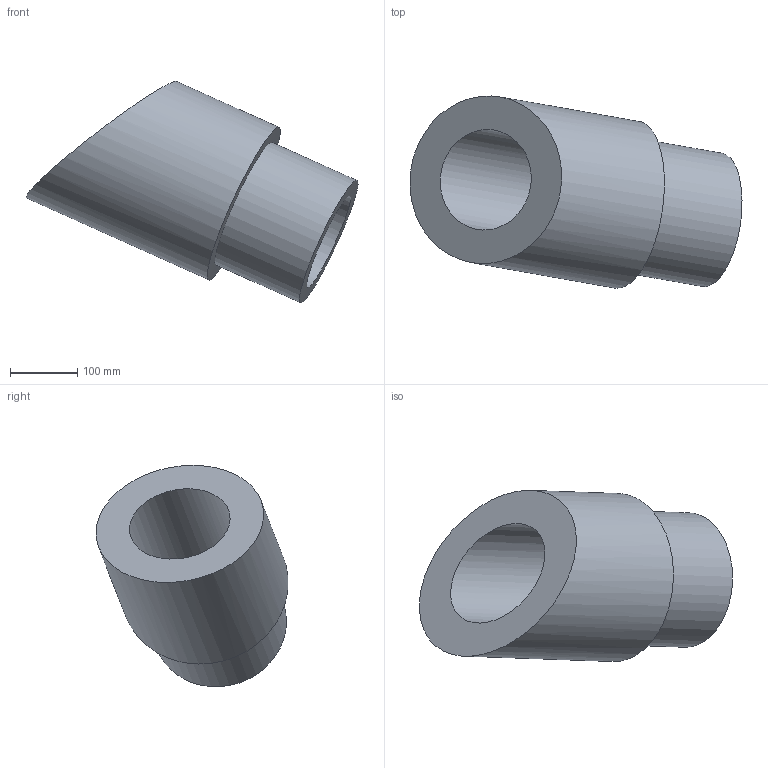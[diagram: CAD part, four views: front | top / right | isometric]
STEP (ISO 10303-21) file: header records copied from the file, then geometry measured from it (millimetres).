
FILE_DESCRIPTION(('FreeCAD Model'),'2;1');
FILE_NAME('Open CASCADE Shape Model','2023-09-01T16:40:01',('FreeCAD'),( 'FreeCAD'),'Open CASCADE STEP processor 7.6','FreeCAD','Unknown');
FILE_SCHEMA(('AUTOMOTIVE_DESIGN { 1 0 10303 214 1 1 1 1 }'));
Length unit declared in the file: millimetre
Products named in the file (1): Open CASCADE STEP translator 7.6 1
Bounding box: 493.56 x 285.34 x 328.96 mm (x, y, z)
Volume: 9280782.6 mm3; surface area: 515352.3 mm2
Topology: 1 solids, 1 shells, 6 faces, 19 edges, 16 vertices
Faces by surface type: cylinder 3, cone 2, plane 1
Full cylindrical faces by diameter (mm): 150 x1, 200 x1, 250 x1
Entity records: 2551 total; most frequent: CARTESIAN_POINT 2235, B_SPLINE_CURVE_WITH_KNOTS 43, ORIENTED_EDGE 38, PCURVE 38, DEFINITIONAL_REPRESENTATION 38, DIRECTION 30, EDGE_CURVE 19, VERTEX_POINT 16
